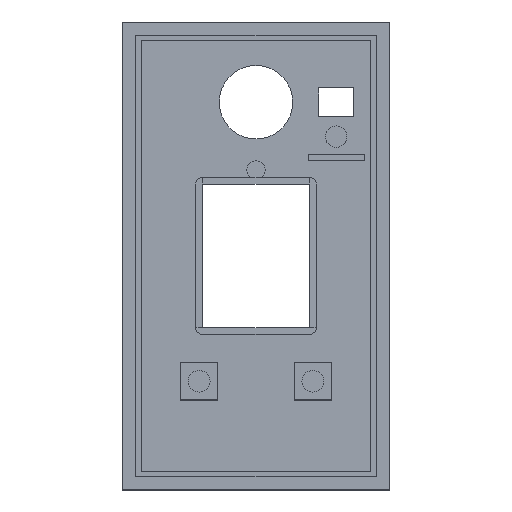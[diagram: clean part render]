
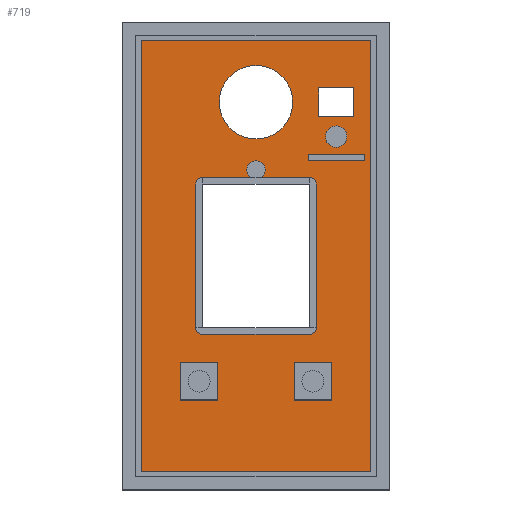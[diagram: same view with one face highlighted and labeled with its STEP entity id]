
A CAD part, top view. The second image highlights one B-rep face of the part: STEP entity #719.
In plain terms, the highlighted planar face has unit normal (0, 0, 1).
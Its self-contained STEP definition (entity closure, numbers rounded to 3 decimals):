
#379 = VERTEX_POINT('',#380);
#380 = CARTESIAN_POINT('',(5.5,23.,2.));
#386 = EDGE_CURVE('',#379,#379,#387,.T.);
#387 = CIRCLE('',#388,5.5);
#388 = AXIS2_PLACEMENT_3D('',#389,#390,#391);
#389 = CARTESIAN_POINT('',(0.,23.,2.));
#390 = DIRECTION('',(0.,0.,1.));
#391 = DIRECTION('',(1.,0.,0.));
#403 = EDGE_CURVE('',#404,#406,#408,.T.);
#404 = VERTEX_POINT('',#405);
#405 = CARTESIAN_POINT('',(9.35,20.85,2.));
#406 = VERTEX_POINT('',#407);
#407 = CARTESIAN_POINT('',(14.65,20.85,2.));
#408 = LINE('',#409,#410);
#409 = CARTESIAN_POINT('',(9.35,20.85,2.));
#410 = VECTOR('',#411,1.);
#411 = DIRECTION('',(1.,0.,0.));
#434 = EDGE_CURVE('',#406,#435,#437,.T.);
#435 = VERTEX_POINT('',#436);
#436 = CARTESIAN_POINT('',(14.65,25.15,2.));
#437 = LINE('',#438,#439);
#438 = CARTESIAN_POINT('',(14.65,20.85,2.));
#439 = VECTOR('',#440,1.);
#440 = DIRECTION('',(0.,1.,0.));
#458 = EDGE_CURVE('',#435,#459,#461,.T.);
#459 = VERTEX_POINT('',#460);
#460 = CARTESIAN_POINT('',(9.35,25.15,2.));
#461 = LINE('',#462,#463);
#462 = CARTESIAN_POINT('',(14.65,25.15,2.));
#463 = VECTOR('',#464,1.);
#464 = DIRECTION('',(-1.,0.,0.));
#482 = EDGE_CURVE('',#459,#404,#483,.T.);
#483 = LINE('',#484,#485);
#484 = CARTESIAN_POINT('',(9.35,25.15,2.));
#485 = VECTOR('',#486,1.);
#486 = DIRECTION('',(0.,-1.,0.));
#719 = ADVANCED_FACE('',(#720,#754,#788,#822,#909,#943,#946,#957),#963,
  .T.);
#720 = FACE_BOUND('',#721,.T.);
#721 = EDGE_LOOP('',(#722,#732,#740,#748));
#722 = ORIENTED_EDGE('',*,*,#723,.T.);
#723 = EDGE_CURVE('',#724,#726,#728,.T.);
#724 = VERTEX_POINT('',#725);
#725 = CARTESIAN_POINT('',(17.2,32.2,2.));
#726 = VERTEX_POINT('',#727);
#727 = CARTESIAN_POINT('',(-17.2,32.2,2.));
#728 = LINE('',#729,#730);
#729 = CARTESIAN_POINT('',(17.2,32.2,2.));
#730 = VECTOR('',#731,1.);
#731 = DIRECTION('',(-1.,0.,0.));
#732 = ORIENTED_EDGE('',*,*,#733,.T.);
#733 = EDGE_CURVE('',#726,#734,#736,.T.);
#734 = VERTEX_POINT('',#735);
#735 = CARTESIAN_POINT('',(-17.2,-32.2,2.));
#736 = LINE('',#737,#738);
#737 = CARTESIAN_POINT('',(-17.2,32.2,2.));
#738 = VECTOR('',#739,1.);
#739 = DIRECTION('',(0.,-1.,0.));
#740 = ORIENTED_EDGE('',*,*,#741,.T.);
#741 = EDGE_CURVE('',#734,#742,#744,.T.);
#742 = VERTEX_POINT('',#743);
#743 = CARTESIAN_POINT('',(17.2,-32.2,2.));
#744 = LINE('',#745,#746);
#745 = CARTESIAN_POINT('',(-17.2,-32.2,2.));
#746 = VECTOR('',#747,1.);
#747 = DIRECTION('',(1.,0.,0.));
#748 = ORIENTED_EDGE('',*,*,#749,.T.);
#749 = EDGE_CURVE('',#742,#724,#750,.T.);
#750 = LINE('',#751,#752);
#751 = CARTESIAN_POINT('',(17.2,-32.2,2.));
#752 = VECTOR('',#753,1.);
#753 = DIRECTION('',(0.,1.,0.));
#754 = FACE_BOUND('',#755,.T.);
#755 = EDGE_LOOP('',(#756,#766,#774,#782));
#756 = ORIENTED_EDGE('',*,*,#757,.F.);
#757 = EDGE_CURVE('',#758,#760,#762,.T.);
#758 = VERTEX_POINT('',#759);
#759 = CARTESIAN_POINT('',(-11.3,-15.95,2.));
#760 = VERTEX_POINT('',#761);
#761 = CARTESIAN_POINT('',(-11.3,-21.55,2.));
#762 = LINE('',#763,#764);
#763 = CARTESIAN_POINT('',(-11.3,-15.95,2.));
#764 = VECTOR('',#765,1.);
#765 = DIRECTION('',(0.,-1.,0.));
#766 = ORIENTED_EDGE('',*,*,#767,.F.);
#767 = EDGE_CURVE('',#768,#758,#770,.T.);
#768 = VERTEX_POINT('',#769);
#769 = CARTESIAN_POINT('',(-5.7,-15.95,2.));
#770 = LINE('',#771,#772);
#771 = CARTESIAN_POINT('',(-5.7,-15.95,2.));
#772 = VECTOR('',#773,1.);
#773 = DIRECTION('',(-1.,0.,0.));
#774 = ORIENTED_EDGE('',*,*,#775,.F.);
#775 = EDGE_CURVE('',#776,#768,#778,.T.);
#776 = VERTEX_POINT('',#777);
#777 = CARTESIAN_POINT('',(-5.7,-21.55,2.));
#778 = LINE('',#779,#780);
#779 = CARTESIAN_POINT('',(-5.7,-21.55,2.));
#780 = VECTOR('',#781,1.);
#781 = DIRECTION('',(0.,1.,0.));
#782 = ORIENTED_EDGE('',*,*,#783,.F.);
#783 = EDGE_CURVE('',#760,#776,#784,.T.);
#784 = LINE('',#785,#786);
#785 = CARTESIAN_POINT('',(-11.3,-21.55,2.));
#786 = VECTOR('',#787,1.);
#787 = DIRECTION('',(1.,0.,0.));
#788 = FACE_BOUND('',#789,.T.);
#789 = EDGE_LOOP('',(#790,#800,#808,#816));
#790 = ORIENTED_EDGE('',*,*,#791,.F.);
#791 = EDGE_CURVE('',#792,#794,#796,.T.);
#792 = VERTEX_POINT('',#793);
#793 = CARTESIAN_POINT('',(5.7,-15.95,2.));
#794 = VERTEX_POINT('',#795);
#795 = CARTESIAN_POINT('',(5.7,-21.55,2.));
#796 = LINE('',#797,#798);
#797 = CARTESIAN_POINT('',(5.7,-15.95,2.));
#798 = VECTOR('',#799,1.);
#799 = DIRECTION('',(0.,-1.,0.));
#800 = ORIENTED_EDGE('',*,*,#801,.F.);
#801 = EDGE_CURVE('',#802,#792,#804,.T.);
#802 = VERTEX_POINT('',#803);
#803 = CARTESIAN_POINT('',(11.3,-15.95,2.));
#804 = LINE('',#805,#806);
#805 = CARTESIAN_POINT('',(11.3,-15.95,2.));
#806 = VECTOR('',#807,1.);
#807 = DIRECTION('',(-1.,0.,0.));
#808 = ORIENTED_EDGE('',*,*,#809,.F.);
#809 = EDGE_CURVE('',#810,#802,#812,.T.);
#810 = VERTEX_POINT('',#811);
#811 = CARTESIAN_POINT('',(11.3,-21.55,2.));
#812 = LINE('',#813,#814);
#813 = CARTESIAN_POINT('',(11.3,-21.55,2.));
#814 = VECTOR('',#815,1.);
#815 = DIRECTION('',(0.,1.,0.));
#816 = ORIENTED_EDGE('',*,*,#817,.F.);
#817 = EDGE_CURVE('',#794,#810,#818,.T.);
#818 = LINE('',#819,#820);
#819 = CARTESIAN_POINT('',(5.7,-21.55,2.));
#820 = VECTOR('',#821,1.);
#821 = DIRECTION('',(1.,0.,0.));
#822 = FACE_BOUND('',#823,.T.);
#823 = EDGE_LOOP('',(#824,#834,#843,#851,#860,#868,#877,#885,#894,#902)
  );
#824 = ORIENTED_EDGE('',*,*,#825,.F.);
#825 = EDGE_CURVE('',#826,#828,#830,.T.);
#826 = VERTEX_POINT('',#827);
#827 = CARTESIAN_POINT('',(-9.,10.75,2.));
#828 = VERTEX_POINT('',#829);
#829 = CARTESIAN_POINT('',(-9.,-10.75,2.));
#830 = LINE('',#831,#832);
#831 = CARTESIAN_POINT('',(-9.,10.75,2.));
#832 = VECTOR('',#833,1.);
#833 = DIRECTION('',(0.,-1.,0.));
#834 = ORIENTED_EDGE('',*,*,#835,.T.);
#835 = EDGE_CURVE('',#826,#836,#838,.T.);
#836 = VERTEX_POINT('',#837);
#837 = CARTESIAN_POINT('',(-8.,11.75,2.));
#838 = CIRCLE('',#839,1.);
#839 = AXIS2_PLACEMENT_3D('',#840,#841,#842);
#840 = CARTESIAN_POINT('',(-8.,10.75,2.));
#841 = DIRECTION('',(-0.,0.,-1.));
#842 = DIRECTION('',(0.,-1.,0.));
#843 = ORIENTED_EDGE('',*,*,#844,.F.);
#844 = EDGE_CURVE('',#845,#836,#847,.T.);
#845 = VERTEX_POINT('',#846);
#846 = CARTESIAN_POINT('',(-0.8,11.75,2.));
#847 = LINE('',#848,#849);
#848 = CARTESIAN_POINT('',(-0.8,11.75,2.));
#849 = VECTOR('',#850,1.);
#850 = DIRECTION('',(-1.,0.,0.));
#851 = ORIENTED_EDGE('',*,*,#852,.F.);
#852 = EDGE_CURVE('',#853,#845,#855,.T.);
#853 = VERTEX_POINT('',#854);
#854 = CARTESIAN_POINT('',(0.8,11.75,2.));
#855 = CIRCLE('',#856,1.375);
#856 = AXIS2_PLACEMENT_3D('',#857,#858,#859);
#857 = CARTESIAN_POINT('',(0.,12.868,2.));
#858 = DIRECTION('',(0.,0.,1.));
#859 = DIRECTION('',(1.,0.,0.));
#860 = ORIENTED_EDGE('',*,*,#861,.F.);
#861 = EDGE_CURVE('',#862,#853,#864,.T.);
#862 = VERTEX_POINT('',#863);
#863 = CARTESIAN_POINT('',(8.,11.75,2.));
#864 = LINE('',#865,#866);
#865 = CARTESIAN_POINT('',(8.,11.75,2.));
#866 = VECTOR('',#867,1.);
#867 = DIRECTION('',(-1.,0.,0.));
#868 = ORIENTED_EDGE('',*,*,#869,.T.);
#869 = EDGE_CURVE('',#862,#870,#872,.T.);
#870 = VERTEX_POINT('',#871);
#871 = CARTESIAN_POINT('',(9.,10.75,2.));
#872 = CIRCLE('',#873,1.);
#873 = AXIS2_PLACEMENT_3D('',#874,#875,#876);
#874 = CARTESIAN_POINT('',(8.,10.75,2.));
#875 = DIRECTION('',(0.,0.,-1.));
#876 = DIRECTION('',(-1.,0.,0.));
#877 = ORIENTED_EDGE('',*,*,#878,.F.);
#878 = EDGE_CURVE('',#879,#870,#881,.T.);
#879 = VERTEX_POINT('',#880);
#880 = CARTESIAN_POINT('',(9.,-10.75,2.));
#881 = LINE('',#882,#883);
#882 = CARTESIAN_POINT('',(9.,-10.75,2.));
#883 = VECTOR('',#884,1.);
#884 = DIRECTION('',(0.,1.,0.));
#885 = ORIENTED_EDGE('',*,*,#886,.T.);
#886 = EDGE_CURVE('',#879,#887,#889,.T.);
#887 = VERTEX_POINT('',#888);
#888 = CARTESIAN_POINT('',(8.,-11.75,2.));
#889 = CIRCLE('',#890,1.);
#890 = AXIS2_PLACEMENT_3D('',#891,#892,#893);
#891 = CARTESIAN_POINT('',(8.,-10.75,2.));
#892 = DIRECTION('',(0.,0.,-1.));
#893 = DIRECTION('',(0.,1.,0.));
#894 = ORIENTED_EDGE('',*,*,#895,.F.);
#895 = EDGE_CURVE('',#896,#887,#898,.T.);
#896 = VERTEX_POINT('',#897);
#897 = CARTESIAN_POINT('',(-8.,-11.75,2.));
#898 = LINE('',#899,#900);
#899 = CARTESIAN_POINT('',(-8.,-11.75,2.));
#900 = VECTOR('',#901,1.);
#901 = DIRECTION('',(1.,0.,0.));
#902 = ORIENTED_EDGE('',*,*,#903,.T.);
#903 = EDGE_CURVE('',#896,#828,#904,.T.);
#904 = CIRCLE('',#905,1.);
#905 = AXIS2_PLACEMENT_3D('',#906,#907,#908);
#906 = CARTESIAN_POINT('',(-8.,-10.75,2.));
#907 = DIRECTION('',(0.,-0.,-1.));
#908 = DIRECTION('',(1.,0.,0.));
#909 = FACE_BOUND('',#910,.T.);
#910 = EDGE_LOOP('',(#911,#921,#929,#937));
#911 = ORIENTED_EDGE('',*,*,#912,.F.);
#912 = EDGE_CURVE('',#913,#915,#917,.T.);
#913 = VERTEX_POINT('',#914);
#914 = CARTESIAN_POINT('',(7.8,15.25,2.));
#915 = VERTEX_POINT('',#916);
#916 = CARTESIAN_POINT('',(7.8,14.25,2.));
#917 = LINE('',#918,#919);
#918 = CARTESIAN_POINT('',(7.8,15.25,2.));
#919 = VECTOR('',#920,1.);
#920 = DIRECTION('',(0.,-1.,0.));
#921 = ORIENTED_EDGE('',*,*,#922,.F.);
#922 = EDGE_CURVE('',#923,#913,#925,.T.);
#923 = VERTEX_POINT('',#924);
#924 = CARTESIAN_POINT('',(16.2,15.25,2.));
#925 = LINE('',#926,#927);
#926 = CARTESIAN_POINT('',(16.2,15.25,2.));
#927 = VECTOR('',#928,1.);
#928 = DIRECTION('',(-1.,0.,0.));
#929 = ORIENTED_EDGE('',*,*,#930,.F.);
#930 = EDGE_CURVE('',#931,#923,#933,.T.);
#931 = VERTEX_POINT('',#932);
#932 = CARTESIAN_POINT('',(16.2,14.25,2.));
#933 = LINE('',#934,#935);
#934 = CARTESIAN_POINT('',(16.2,14.25,2.));
#935 = VECTOR('',#936,1.);
#936 = DIRECTION('',(0.,1.,0.));
#937 = ORIENTED_EDGE('',*,*,#938,.F.);
#938 = EDGE_CURVE('',#915,#931,#939,.T.);
#939 = LINE('',#940,#941);
#940 = CARTESIAN_POINT('',(7.8,14.25,2.));
#941 = VECTOR('',#942,1.);
#942 = DIRECTION('',(1.,0.,0.));
#943 = FACE_BOUND('',#944,.T.);
#944 = EDGE_LOOP('',(#945));
#945 = ORIENTED_EDGE('',*,*,#386,.F.);
#946 = FACE_BOUND('',#947,.T.);
#947 = EDGE_LOOP('',(#948));
#948 = ORIENTED_EDGE('',*,*,#949,.F.);
#949 = EDGE_CURVE('',#950,#950,#952,.T.);
#950 = VERTEX_POINT('',#951);
#951 = CARTESIAN_POINT('',(13.6,17.85,2.));
#952 = CIRCLE('',#953,1.6);
#953 = AXIS2_PLACEMENT_3D('',#954,#955,#956);
#954 = CARTESIAN_POINT('',(12.,17.85,2.));
#955 = DIRECTION('',(0.,0.,1.));
#956 = DIRECTION('',(1.,0.,0.));
#957 = FACE_BOUND('',#958,.T.);
#958 = EDGE_LOOP('',(#959,#960,#961,#962));
#959 = ORIENTED_EDGE('',*,*,#403,.F.);
#960 = ORIENTED_EDGE('',*,*,#482,.F.);
#961 = ORIENTED_EDGE('',*,*,#458,.F.);
#962 = ORIENTED_EDGE('',*,*,#434,.F.);
#963 = PLANE('',#964);
#964 = AXIS2_PLACEMENT_3D('',#965,#966,#967);
#965 = CARTESIAN_POINT('',(0.,2.031,2.));
#966 = DIRECTION('',(0.,0.,1.));
#967 = DIRECTION('',(1.,0.,0.));
